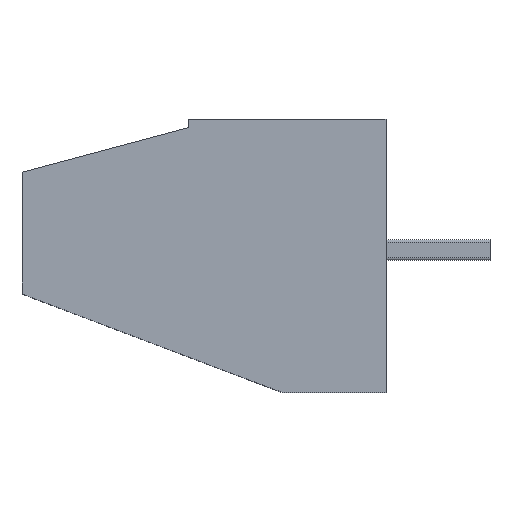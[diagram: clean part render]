
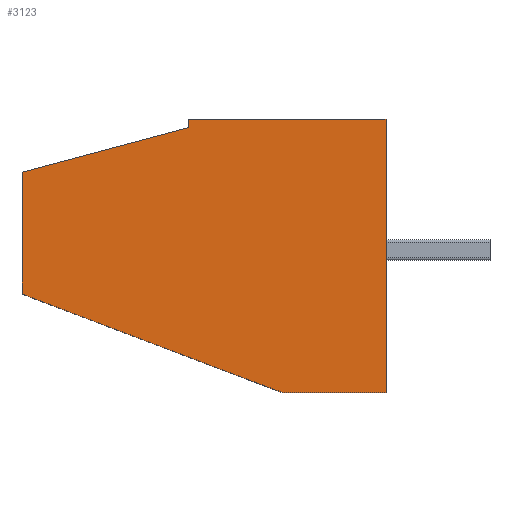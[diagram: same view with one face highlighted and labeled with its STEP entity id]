
A CAD part, left-side view. The second image highlights one B-rep face of the part: STEP entity #3123.
In plain terms, the highlighted planar face has unit normal (-1, 0, 0).
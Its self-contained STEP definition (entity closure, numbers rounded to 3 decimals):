
#17 = CARTESIAN_POINT ( 'NONE',  ( 0., 7.6, -13.55 ) ) ;
#28 = CARTESIAN_POINT ( 'NONE',  ( 0., 14., -2.025 ) ) ;
#67 = LINE ( 'NONE', #967, #1195 ) ;
#197 = CARTESIAN_POINT ( 'NONE',  ( 0., 14., -6.715 ) ) ;
#254 = DIRECTION ( 'NONE',  ( 0., -1., 0. ) ) ;
#416 = VECTOR ( 'NONE', #1368, 1000. ) ;
#447 = CARTESIAN_POINT ( 'NONE',  ( 0., 14., 0. ) ) ;
#455 = VECTOR ( 'NONE', #1651, 1000. ) ;
#466 = CARTESIAN_POINT ( 'NONE',  ( 0., 0., -10.5 ) ) ;
#472 = VECTOR ( 'NONE', #1519, 1000. ) ;
#505 = PLANE ( 'NONE',  #1648 ) ;
#603 = VERTEX_POINT ( 'NONE', #2204 ) ;
#605 = CARTESIAN_POINT ( 'NONE',  ( 0., 0., -10.5 ) ) ;
#655 = EDGE_CURVE ( 'NONE', #1109, #698, #67, .T. ) ;
#698 = VERTEX_POINT ( 'NONE', #28 ) ;
#770 = FACE_OUTER_BOUND ( 'NONE', #2580, .T. ) ;
#829 = CARTESIAN_POINT ( 'NONE',  ( 0., 14., -6.715 ) ) ;
#967 = CARTESIAN_POINT ( 'NONE',  ( 0., 10.91, -1.197 ) ) ;
#1069 = LINE ( 'NONE', #466, #416 ) ;
#1109 = VERTEX_POINT ( 'NONE', #3143 ) ;
#1186 = VERTEX_POINT ( 'NONE', #2933 ) ;
#1195 = VECTOR ( 'NONE', #1253, 1000. ) ;
#1247 = VECTOR ( 'NONE', #254, 1000. ) ;
#1253 = DIRECTION ( 'NONE',  ( 0., 0.966, -0.259 ) ) ;
#1343 = ORIENTED_EDGE ( 'NONE', *, *, #3680, .F. ) ;
#1368 = DIRECTION ( 'NONE',  ( 0., 1., 0. ) ) ;
#1479 = ORIENTED_EDGE ( 'NONE', *, *, #1985, .F. ) ;
#1519 = DIRECTION ( 'NONE',  ( 0., 0., -1. ) ) ;
#1558 = LINE ( 'NONE', #17, #3661 ) ;
#1585 = ORIENTED_EDGE ( 'NONE', *, *, #3378, .F. ) ;
#1622 = VERTEX_POINT ( 'NONE', #2127 ) ;
#1640 = ORIENTED_EDGE ( 'NONE', *, *, #655, .T. ) ;
#1648 = AXIS2_PLACEMENT_3D ( 'NONE', #447, #3326, #3552 ) ;
#1651 = DIRECTION ( 'NONE',  ( 0., 0., 1. ) ) ;
#1704 = EDGE_CURVE ( 'NONE', #1109, #1622, #1558, .T. ) ;
#1763 = LINE ( 'NONE', #2692, #455 ) ;
#1800 = LINE ( 'NONE', #3061, #1247 ) ;
#1808 = DIRECTION ( 'NONE',  ( 0., 0.935, 0.354 ) ) ;
#1985 = EDGE_CURVE ( 'NONE', #2631, #698, #1763, .T. ) ;
#2053 = ORIENTED_EDGE ( 'NONE', *, *, #3167, .F. ) ;
#2127 = CARTESIAN_POINT ( 'NONE',  ( 0., 7.6, 0. ) ) ;
#2204 = CARTESIAN_POINT ( 'NONE',  ( 0., 4., -10.5 ) ) ;
#2561 = DIRECTION ( 'NONE',  ( 0., 0., 1. ) ) ;
#2580 = EDGE_LOOP ( 'NONE', ( #1343, #3705, #1640, #1479, #1585, #2053, #3696 ) ) ;
#2631 = VERTEX_POINT ( 'NONE', #197 ) ;
#2692 = CARTESIAN_POINT ( 'NONE',  ( 0., 14., -1.715 ) ) ;
#2733 = CARTESIAN_POINT ( 'NONE',  ( 0., 0., 0. ) ) ;
#2933 = CARTESIAN_POINT ( 'NONE',  ( 0., 0., 0. ) ) ;
#3044 = LINE ( 'NONE', #2733, #472 ) ;
#3061 = CARTESIAN_POINT ( 'NONE',  ( 0., 0., 0. ) ) ;
#3123 = ADVANCED_FACE ( 'NONE', ( #770 ), #505, .T. ) ;
#3143 = CARTESIAN_POINT ( 'NONE',  ( 0., 7.6, -0.311 ) ) ;
#3167 = EDGE_CURVE ( 'NONE', #3417, #603, #1069, .T. ) ;
#3326 = DIRECTION ( 'NONE',  ( -1., 0., 0. ) ) ;
#3378 = EDGE_CURVE ( 'NONE', #603, #2631, #3650, .T. ) ;
#3417 = VERTEX_POINT ( 'NONE', #605 ) ;
#3552 = DIRECTION ( 'NONE',  ( 0., 0., 1. ) ) ;
#3622 = VECTOR ( 'NONE', #1808, 1000. ) ;
#3644 = EDGE_CURVE ( 'NONE', #1186, #3417, #3044, .T. ) ;
#3650 = LINE ( 'NONE', #829, #3622 ) ;
#3661 = VECTOR ( 'NONE', #2561, 1000. ) ;
#3680 = EDGE_CURVE ( 'NONE', #1622, #1186, #1800, .T. ) ;
#3696 = ORIENTED_EDGE ( 'NONE', *, *, #3644, .F. ) ;
#3705 = ORIENTED_EDGE ( 'NONE', *, *, #1704, .F. ) ;
